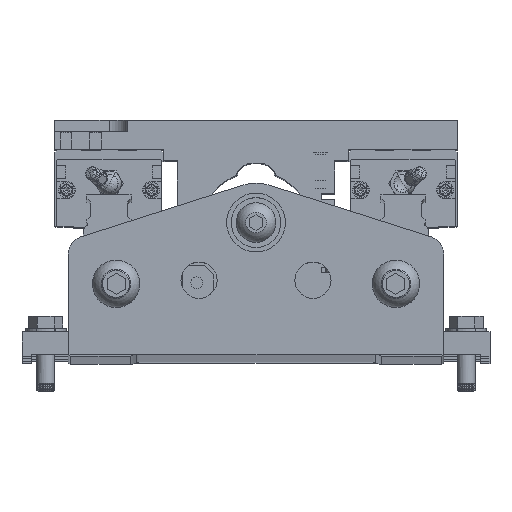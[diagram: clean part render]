
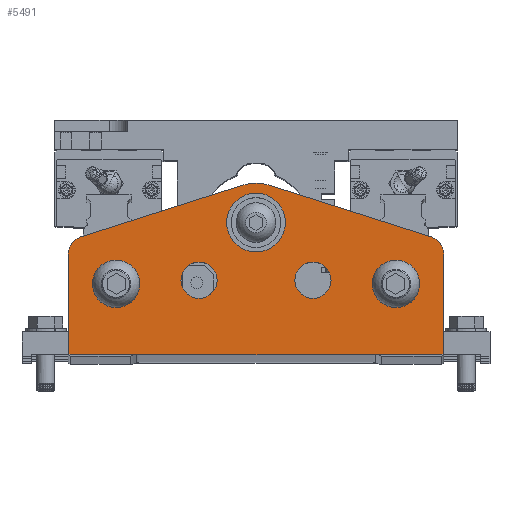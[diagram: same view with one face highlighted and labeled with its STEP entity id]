
A CAD part, top view. The second image highlights one B-rep face of the part: STEP entity #5491.
In plain terms, the highlighted planar face has unit normal (0, 0, 1).
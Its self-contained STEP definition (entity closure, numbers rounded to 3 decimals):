
#5491 = ADVANCED_FACE( '', ( #12136, #12137, #12138, #12139, #12140, #12141 ), #12142, .F. );
#12136 = FACE_BOUND( '', #19960, .T. );
#12137 = FACE_BOUND( '', #19961, .T. );
#12138 = FACE_BOUND( '', #19962, .T. );
#12139 = FACE_BOUND( '', #19963, .T. );
#12140 = FACE_OUTER_BOUND( '', #19964, .T. );
#12141 = FACE_BOUND( '', #19965, .T. );
#12142 = PLANE( '', #19966 );
#19960 = EDGE_LOOP( '', ( #35977 ) );
#19961 = EDGE_LOOP( '', ( #35978 ) );
#19962 = EDGE_LOOP( '', ( #35979 ) );
#19963 = EDGE_LOOP( '', ( #35980 ) );
#19964 = EDGE_LOOP( '', ( #35981, #35982, #35983, #35984, #35985, #35986, #35987, #35988, #35989, #35990 ) );
#19965 = EDGE_LOOP( '', ( #35991 ) );
#19966 = AXIS2_PLACEMENT_3D( '', #35992, #35993, #35994 );
#35977 = ORIENTED_EDGE( '', *, *, #50387, .F. );
#35978 = ORIENTED_EDGE( '', *, *, #45359, .T. );
#35979 = ORIENTED_EDGE( '', *, *, #44805, .F. );
#35980 = ORIENTED_EDGE( '', *, *, #44520, .T. );
#35981 = ORIENTED_EDGE( '', *, *, #50363, .F. );
#35982 = ORIENTED_EDGE( '', *, *, #50388, .T. );
#35983 = ORIENTED_EDGE( '', *, *, #49950, .F. );
#35984 = ORIENTED_EDGE( '', *, *, #50389, .T. );
#35985 = ORIENTED_EDGE( '', *, *, #48188, .F. );
#35986 = ORIENTED_EDGE( '', *, *, #50390, .F. );
#35987 = ORIENTED_EDGE( '', *, *, #44636, .F. );
#35988 = ORIENTED_EDGE( '', *, *, #47380, .F. );
#35989 = ORIENTED_EDGE( '', *, *, #49213, .F. );
#35990 = ORIENTED_EDGE( '', *, *, #49305, .F. );
#35991 = ORIENTED_EDGE( '', *, *, #49339, .F. );
#35992 = CARTESIAN_POINT( '', ( -75., 45., 1053.25 ) );
#35993 = DIRECTION( '', ( 0., 0., -1. ) );
#35994 = DIRECTION( '', ( -0.304, 0.953, 0. ) );
#44520 = EDGE_CURVE( '', #53041, #53041, #53042, .T. );
#44636 = EDGE_CURVE( '', #53246, #53248, #53249, .T. );
#44805 = EDGE_CURVE( '', #53535, #53535, #53536, .T. );
#45359 = EDGE_CURVE( '', #54503, #54503, #54504, .T. );
#47380 = EDGE_CURVE( '', #57846, #53246, #57848, .T. );
#48188 = EDGE_CURVE( '', #59083, #59085, #59086, .T. );
#49213 = EDGE_CURVE( '', #60535, #57846, #60537, .T. );
#49305 = EDGE_CURVE( '', #60659, #60535, #60661, .T. );
#49339 = EDGE_CURVE( '', #60704, #60704, #60705, .F. );
#49950 = EDGE_CURVE( '', #61516, #61517, #61518, .T. );
#50363 = EDGE_CURVE( '', #62027, #60659, #62029, .T. );
#50387 = EDGE_CURVE( '', #62059, #62059, #62060, .F. );
#50388 = EDGE_CURVE( '', #62027, #61517, #62061, .F. );
#50389 = EDGE_CURVE( '', #61516, #59085, #62062, .F. );
#50390 = EDGE_CURVE( '', #53248, #59083, #62063, .T. );
#53041 = VERTEX_POINT( '', #65386 );
#53042 = CIRCLE( '', #65387, 8. );
#53246 = VERTEX_POINT( '', #65729 );
#53248 = VERTEX_POINT( '', #65732 );
#53249 = LINE( '', #65733, #65734 );
#53535 = VERTEX_POINT( '', #66254 );
#53536 = CIRCLE( '', #66255, 8. );
#54503 = VERTEX_POINT( '', #67751 );
#54504 = CIRCLE( '', #67752, 13. );
#57846 = VERTEX_POINT( '', #73197 );
#57848 = CIRCLE( '', #73200, 17.5 );
#59083 = VERTEX_POINT( '', #75111 );
#59085 = VERTEX_POINT( '', #75114 );
#59086 = LINE( '', #75115, #75116 );
#60535 = VERTEX_POINT( '', #77729 );
#60537 = LINE( '', #77732, #77733 );
#60659 = VERTEX_POINT( '', #77887 );
#60661 = CIRCLE( '', #77890, 8. );
#60704 = VERTEX_POINT( '', #77958 );
#60705 = CIRCLE( '', #77959, 10.5 );
#61516 = VERTEX_POINT( '', #79372 );
#61517 = VERTEX_POINT( '', #79373 );
#61518 = LINE( '', #79374, #79375 );
#62027 = VERTEX_POINT( '', #80245 );
#62029 = LINE( '', #80248, #80249 );
#62059 = VERTEX_POINT( '', #80320 );
#62060 = CIRCLE( '', #80321, 10.5 );
#62061 = CIRCLE( '', #80322, 1.5 );
#62062 = CIRCLE( '', #80323, 1.5 );
#62063 = CIRCLE( '', #80324, 8. );
#65386 = CARTESIAN_POINT( '', ( 33.2, 33.5, 1053.25 ) );
#65387 = AXIS2_PLACEMENT_3D( '', #83930, #83931, #83932 );
#65729 = CARTESIAN_POINT( '', ( 5.328, 75.669, 1053.25 ) );
#65732 = CARTESIAN_POINT( '', ( 77.436, 52.62, 1053.25 ) );
#65733 = CARTESIAN_POINT( '', ( 5.328, 75.669, 1053.25 ) );
#65734 = VECTOR( '', #84090, 1000. );
#66254 = CARTESIAN_POINT( '', ( -33.2, 33.5, 1053.25 ) );
#66255 = AXIS2_PLACEMENT_3D( '', #84310, #84311, #84312 );
#67751 = CARTESIAN_POINT( '', ( 13., 59., 1053.25 ) );
#67752 = AXIS2_PLACEMENT_3D( '', #85118, #85119, #85120 );
#73197 = CARTESIAN_POINT( '', ( -5.328, 75.669, 1053.25 ) );
#73200 = AXIS2_PLACEMENT_3D( '', #87946, #87947, #87948 );
#75111 = CARTESIAN_POINT( '', ( 83., 45., 1053.25 ) );
#75114 = CARTESIAN_POINT( '', ( 83., 2., 1053.25 ) );
#75115 = CARTESIAN_POINT( '', ( 83., 45., 1053.25 ) );
#75116 = VECTOR( '', #89016, 1000. );
#77729 = CARTESIAN_POINT( '', ( -77.436, 52.62, 1053.25 ) );
#77732 = CARTESIAN_POINT( '', ( -77.436, 52.62, 1053.25 ) );
#77733 = VECTOR( '', #90357, 1000. );
#77887 = CARTESIAN_POINT( '', ( -83., 45., 1053.25 ) );
#77890 = AXIS2_PLACEMENT_3D( '', #90478, #90479, #90480 );
#77958 = CARTESIAN_POINT( '', ( -72.4, 31.9, 1053.25 ) );
#77959 = AXIS2_PLACEMENT_3D( '', #90515, #90516, #90517 );
#79372 = CARTESIAN_POINT( '', ( 81.5, 0.5, 1053.25 ) );
#79373 = CARTESIAN_POINT( '', ( -81.5, 0.5, 1053.25 ) );
#79374 = CARTESIAN_POINT( '', ( 83., 0.5, 1053.25 ) );
#79375 = VECTOR( '', #91160, 1000. );
#80245 = CARTESIAN_POINT( '', ( -83., 2., 1053.25 ) );
#80248 = CARTESIAN_POINT( '', ( -83., 0.5, 1053.25 ) );
#80249 = VECTOR( '', #91596, 1000. );
#80320 = CARTESIAN_POINT( '', ( 51.4, 31.9, 1053.25 ) );
#80321 = AXIS2_PLACEMENT_3D( '', #91618, #91619, #91620 );
#80322 = AXIS2_PLACEMENT_3D( '', #91621, #91622, #91623 );
#80323 = AXIS2_PLACEMENT_3D( '', #91624, #91625, #91626 );
#80324 = AXIS2_PLACEMENT_3D( '', #91627, #91628, #91629 );
#83930 = CARTESIAN_POINT( '', ( 25.2, 33.5, 1053.25 ) );
#83931 = DIRECTION( '', ( 0., 0., -1. ) );
#83932 = DIRECTION( '', ( 1., 0., 0. ) );
#84090 = DIRECTION( '', ( 0.953, -0.304, 0. ) );
#84310 = CARTESIAN_POINT( '', ( -25.2, 33.5, 1053.25 ) );
#84311 = DIRECTION( '', ( 0., 0., 1. ) );
#84312 = DIRECTION( '', ( -1., 0., 0. ) );
#85118 = CARTESIAN_POINT( '', ( 0., 59., 1053.25 ) );
#85119 = DIRECTION( '', ( 0., 0., -1. ) );
#85120 = DIRECTION( '', ( 1., 0., 0. ) );
#87946 = CARTESIAN_POINT( '', ( 0., 59., 1053.25 ) );
#87947 = DIRECTION( '', ( 0., 0., -1. ) );
#87948 = DIRECTION( '', ( 1., 0., 0. ) );
#89016 = DIRECTION( '', ( 0., -1., 0. ) );
#90357 = DIRECTION( '', ( 0.953, 0.304, 0. ) );
#90478 = CARTESIAN_POINT( '', ( -75., 45., 1053.25 ) );
#90479 = DIRECTION( '', ( 0., 0., -1. ) );
#90480 = DIRECTION( '', ( -1., 0., 0. ) );
#90515 = CARTESIAN_POINT( '', ( -61.9, 31.9, 1053.25 ) );
#90516 = DIRECTION( '', ( 0., 0., -1. ) );
#90517 = DIRECTION( '', ( -1., 0., 0. ) );
#91160 = DIRECTION( '', ( -1., 0., 0. ) );
#91596 = DIRECTION( '', ( 0., 1., 0. ) );
#91618 = CARTESIAN_POINT( '', ( 61.9, 31.9, 1053.25 ) );
#91619 = DIRECTION( '', ( 0., 0., -1. ) );
#91620 = DIRECTION( '', ( -1., 0., 0. ) );
#91621 = CARTESIAN_POINT( '', ( -81.5, 2., 1053.25 ) );
#91622 = DIRECTION( '', ( 0., 0., -1. ) );
#91623 = DIRECTION( '', ( -1., 0., 0. ) );
#91624 = CARTESIAN_POINT( '', ( 81.5, 2., 1053.25 ) );
#91625 = DIRECTION( '', ( 0., 0., -1. ) );
#91626 = DIRECTION( '', ( -1., 0., 0. ) );
#91627 = CARTESIAN_POINT( '', ( 75., 45., 1053.25 ) );
#91628 = DIRECTION( '', ( 0., 0., -1. ) );
#91629 = DIRECTION( '', ( 1., 0., 0. ) );
